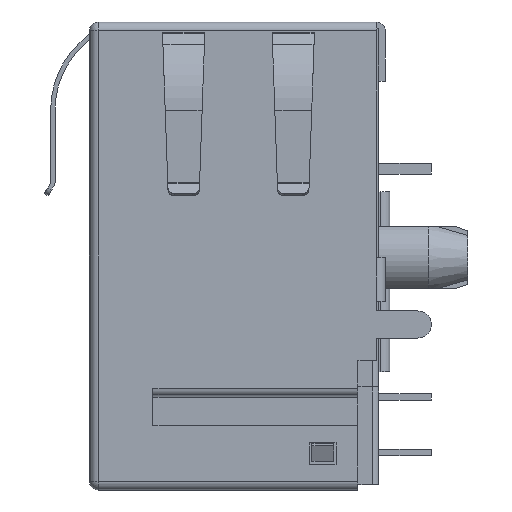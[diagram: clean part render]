
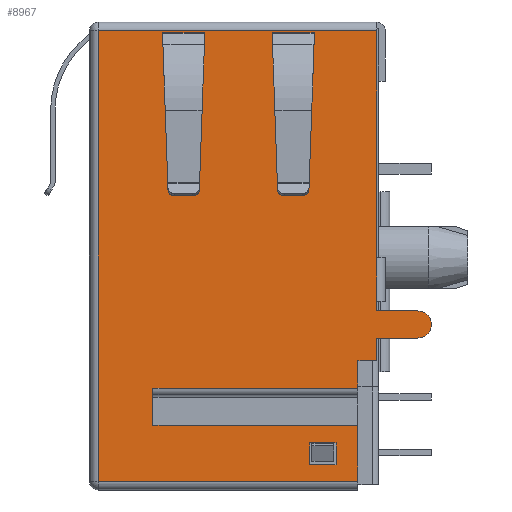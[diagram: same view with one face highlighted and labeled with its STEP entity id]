
A CAD part, left-side view. The second image highlights one B-rep face of the part: STEP entity #8967.
In plain terms, the highlighted planar face has unit normal (-1, 0, 0).
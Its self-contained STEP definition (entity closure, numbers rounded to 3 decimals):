
#1049=DIRECTION('',(0.,0.,1.));
#1050=VECTOR('',#1049,1.03);
#1051=CARTESIAN_POINT('',(-7.95,-6.35,-15.405));
#1052=LINE('',#1051,#1050);
#1065=DIRECTION('',(0.,0.,1.));
#1066=VECTOR('',#1065,0.43);
#1067=CARTESIAN_POINT('',(-7.95,-6.35,-13.135));
#1068=LINE('',#1067,#1066);
#1081=DIRECTION('',(0.,0.,1.));
#1082=VECTOR('',#1081,10.35);
#1083=CARTESIAN_POINT('',(-7.95,-6.35,-10.705));
#1084=LINE('',#1083,#1082);
#1134=DIRECTION('',(0.,1.,0.));
#1135=VECTOR('',#1134,1.915);
#1136=CARTESIAN_POINT('',(-7.95,1.5,-0.442));
#1137=LINE('',#1136,#1135);
#1138=DIRECTION('',(0.,0.035,0.999));
#1139=VECTOR('',#1138,0.296);
#1140=CARTESIAN_POINT('',(-7.95,3.405,-0.738));
#1141=LINE('',#1140,#1139);
#1142=DIRECTION('',(0.,-1.,0.));
#1143=VECTOR('',#1142,1.905);
#1144=CARTESIAN_POINT('',(-7.95,3.405,-0.738));
#1145=LINE('',#1144,#1143);
#1146=DIRECTION('',(0.,0.,1.));
#1147=VECTOR('',#1146,0.296);
#1148=CARTESIAN_POINT('',(-7.95,1.5,-0.738));
#1149=LINE('',#1148,#1147);
#1150=DIRECTION('',(0.,1.,0.));
#1151=VECTOR('',#1150,1.915);
#1152=CARTESIAN_POINT('',(-7.95,-3.5,-0.442));
#1153=LINE('',#1152,#1151);
#1154=DIRECTION('',(0.,0.035,0.999));
#1155=VECTOR('',#1154,0.296);
#1156=CARTESIAN_POINT('',(-7.95,-1.595,-0.738));
#1157=LINE('',#1156,#1155);
#1158=DIRECTION('',(0.,1.,0.));
#1159=VECTOR('',#1158,1.905);
#1160=CARTESIAN_POINT('',(-7.95,-3.5,-0.738));
#1161=LINE('',#1160,#1159);
#1162=DIRECTION('',(0.,0.,1.));
#1163=VECTOR('',#1162,0.296);
#1164=CARTESIAN_POINT('',(-7.95,-3.5,-0.738));
#1165=LINE('',#1164,#1163);
#1166=DIRECTION('',(0.,-1.,0.));
#1167=VECTOR('',#1166,1.2);
#1168=CARTESIAN_POINT('',(-7.95,-3.3,-19.155));
#1169=LINE('',#1168,#1167);
#1170=DIRECTION('',(0.,0.,1.));
#1171=VECTOR('',#1170,1.);
#1172=CARTESIAN_POINT('',(-7.95,-3.3,-20.155));
#1173=LINE('',#1172,#1171);
#1174=DIRECTION('',(0.,1.,0.));
#1175=VECTOR('',#1174,1.2);
#1176=CARTESIAN_POINT('',(-7.95,-4.5,-20.155));
#1177=LINE('',#1176,#1175);
#1178=DIRECTION('',(0.,0.,-1.));
#1179=VECTOR('',#1178,1.);
#1180=CARTESIAN_POINT('',(-7.95,-4.5,-19.155));
#1181=LINE('',#1180,#1179);
#1182=DIRECTION('',(0.,-1.,0.));
#1183=VECTOR('',#1182,11.85);
#1184=CARTESIAN_POINT('',(-7.95,6.35,-20.905));
#1185=LINE('',#1184,#1183);
#1186=DIRECTION('',(0.,0.,-1.));
#1187=VECTOR('',#1186,20.55);
#1188=CARTESIAN_POINT('',(-7.95,6.35,-0.355));
#1189=LINE('',#1188,#1187);
#1190=DIRECTION('',(0.,1.,0.));
#1191=VECTOR('',#1190,12.7);
#1192=CARTESIAN_POINT('',(-7.95,-6.35,-0.355));
#1193=LINE('',#1192,#1191);
#1194=DIRECTION('',(0.,0.,1.));
#1195=VECTOR('',#1194,2.);
#1196=CARTESIAN_POINT('',(-7.95,-6.35,-12.705));
#1197=LINE('',#1196,#1195);
#1198=DIRECTION('',(0.,-1.,0.));
#1199=VECTOR('',#1198,1.88);
#1200=CARTESIAN_POINT('',(-7.95,-6.35,-13.135));
#1201=LINE('',#1200,#1199);
#1202=CARTESIAN_POINT('',(-7.95,-8.23,-13.755));
#1203=DIRECTION('',(-1.,0.,0.));
#1204=DIRECTION('',(0.,0.,-1.));
#1205=AXIS2_PLACEMENT_3D('',#1202,#1203,#1204);
#1207=DIRECTION('',(0.,-1.,0.));
#1208=VECTOR('',#1207,0.85);
#1209=CARTESIAN_POINT('',(-7.95,-5.5,-15.405));
#1210=LINE('',#1209,#1208);
#1211=DIRECTION('',(0.,0.,1.));
#1212=VECTOR('',#1211,1.25);
#1213=CARTESIAN_POINT('',(-7.95,-5.5,-16.655));
#1214=LINE('',#1213,#1212);
#1215=DIRECTION('',(0.,-1.,0.));
#1216=VECTOR('',#1215,9.35);
#1217=CARTESIAN_POINT('',(-7.95,3.85,-16.655));
#1218=LINE('',#1217,#1216);
#1219=DIRECTION('',(0.,0.,1.));
#1220=VECTOR('',#1219,1.7);
#1221=CARTESIAN_POINT('',(-7.95,3.85,-18.355));
#1222=LINE('',#1221,#1220);
#1223=DIRECTION('',(0.,-1.,0.));
#1224=VECTOR('',#1223,9.35);
#1225=CARTESIAN_POINT('',(-7.95,3.85,-18.355));
#1226=LINE('',#1225,#1224);
#1227=DIRECTION('',(0.,0.,1.));
#1228=VECTOR('',#1227,2.55);
#1229=CARTESIAN_POINT('',(-7.95,-5.5,-20.905));
#1230=LINE('',#1229,#1228);
#5734=DIRECTION('',(0.,-1.,0.));
#5735=VECTOR('',#5734,1.88);
#5736=CARTESIAN_POINT('',(-7.95,-6.35,-14.375));
#5737=LINE('',#5736,#5735);
#6276=CARTESIAN_POINT('',(-7.95,-3.5,-0.738));
#6277=CARTESIAN_POINT('',(-7.95,-3.5,-0.442));
#6278=VERTEX_POINT('',#6276);
#6279=VERTEX_POINT('',#6277);
#6302=CARTESIAN_POINT('',(-7.95,6.35,-20.905));
#6303=CARTESIAN_POINT('',(-7.95,-5.5,-20.905));
#6304=VERTEX_POINT('',#6302);
#6305=VERTEX_POINT('',#6303);
#6306=CARTESIAN_POINT('',(-7.95,-6.35,-0.355));
#6307=CARTESIAN_POINT('',(-7.95,6.35,-0.355));
#6308=VERTEX_POINT('',#6306);
#6309=VERTEX_POINT('',#6307);
#6572=CARTESIAN_POINT('',(-7.95,-1.595,-0.738));
#6574=VERTEX_POINT('',#6572);
#6588=CARTESIAN_POINT('',(-7.95,-1.585,-0.442));
#6589=VERTEX_POINT('',#6588);
#6590=CARTESIAN_POINT('',(-7.95,3.405,-0.738));
#6591=CARTESIAN_POINT('',(-7.95,3.415,-0.442));
#6592=VERTEX_POINT('',#6590);
#6593=VERTEX_POINT('',#6591);
#6595=CARTESIAN_POINT('',(-7.95,1.5,-0.442));
#6597=VERTEX_POINT('',#6595);
#6602=CARTESIAN_POINT('',(-7.95,1.5,-0.738));
#6603=VERTEX_POINT('',#6602);
#6791=CARTESIAN_POINT('',(-7.95,-6.35,-10.705));
#6793=VERTEX_POINT('',#6791);
#6795=CARTESIAN_POINT('',(-7.95,-6.35,-12.705));
#6797=VERTEX_POINT('',#6795);
#6855=CARTESIAN_POINT('',(-7.95,-6.35,-14.375));
#6857=VERTEX_POINT('',#6855);
#6861=CARTESIAN_POINT('',(-7.95,-6.35,-13.135));
#6862=VERTEX_POINT('',#6861);
#6875=CARTESIAN_POINT('',(-7.95,-8.23,-14.375));
#6876=VERTEX_POINT('',#6875);
#6877=CARTESIAN_POINT('',(-7.95,-8.23,-13.135));
#6878=VERTEX_POINT('',#6877);
#6907=CARTESIAN_POINT('',(-7.95,3.85,-18.355));
#6908=CARTESIAN_POINT('',(-7.95,3.85,-16.655));
#6909=VERTEX_POINT('',#6907);
#6910=VERTEX_POINT('',#6908);
#6919=CARTESIAN_POINT('',(-7.95,-6.35,-15.405));
#6921=VERTEX_POINT('',#6919);
#6923=CARTESIAN_POINT('',(-7.95,-5.5,-15.405));
#6924=VERTEX_POINT('',#6923);
#6945=CARTESIAN_POINT('',(-7.95,-5.5,-16.655));
#6946=VERTEX_POINT('',#6945);
#6959=CARTESIAN_POINT('',(-7.95,-5.5,-18.355));
#6961=VERTEX_POINT('',#6959);
#6999=CARTESIAN_POINT('',(-7.95,-3.3,-19.155));
#7000=VERTEX_POINT('',#6999);
#7001=CARTESIAN_POINT('',(-7.95,-4.5,-19.155));
#7002=VERTEX_POINT('',#7001);
#7003=CARTESIAN_POINT('',(-7.95,-4.5,-20.155));
#7004=VERTEX_POINT('',#7003);
#7005=CARTESIAN_POINT('',(-7.95,-3.3,-20.155));
#7006=VERTEX_POINT('',#7005);
#8902=CARTESIAN_POINT('',(-7.95,-6.35,0.045));
#8903=DIRECTION('',(-1.,0.,0.));
#8904=DIRECTION('',(0.,0.,-1.));
#8905=AXIS2_PLACEMENT_3D('',#8902,#8903,#8904);
#8906=PLANE('',#8905);
#8908=ORIENTED_EDGE('',*,*,#8907,.F.);
#8910=ORIENTED_EDGE('',*,*,#8909,.F.);
#8911=ORIENTED_EDGE('',*,*,#8892,.F.);
#8912=ORIENTED_EDGE('',*,*,#8846,.F.);
#8914=ORIENTED_EDGE('',*,*,#8913,.F.);
#8915=ORIENTED_EDGE('',*,*,#8838,.F.);
#8917=ORIENTED_EDGE('',*,*,#8916,.T.);
#8919=ORIENTED_EDGE('',*,*,#8918,.F.);
#8921=ORIENTED_EDGE('',*,*,#8920,.F.);
#8922=ORIENTED_EDGE('',*,*,#8830,.F.);
#8924=ORIENTED_EDGE('',*,*,#8923,.F.);
#8926=ORIENTED_EDGE('',*,*,#8925,.F.);
#8928=ORIENTED_EDGE('',*,*,#8927,.F.);
#8930=ORIENTED_EDGE('',*,*,#8929,.F.);
#8932=ORIENTED_EDGE('',*,*,#8931,.T.);
#8934=ORIENTED_EDGE('',*,*,#8933,.F.);
#8935=EDGE_LOOP('',(#8908,#8910,#8911,#8912,#8914,#8915,#8917,#8919,#8921,#8922,
#8924,#8926,#8928,#8930,#8932,#8934));
#8936=FACE_OUTER_BOUND('',#8935,.F.);
#8938=ORIENTED_EDGE('',*,*,#8937,.T.);
#8940=ORIENTED_EDGE('',*,*,#8939,.F.);
#8942=ORIENTED_EDGE('',*,*,#8941,.F.);
#8944=ORIENTED_EDGE('',*,*,#8943,.T.);
#8945=EDGE_LOOP('',(#8938,#8940,#8942,#8944));
#8946=FACE_BOUND('',#8945,.F.);
#8948=ORIENTED_EDGE('',*,*,#8947,.F.);
#8950=ORIENTED_EDGE('',*,*,#8949,.F.);
#8952=ORIENTED_EDGE('',*,*,#8951,.F.);
#8954=ORIENTED_EDGE('',*,*,#8953,.F.);
#8955=EDGE_LOOP('',(#8948,#8950,#8952,#8954));
#8956=FACE_BOUND('',#8955,.F.);
#8958=ORIENTED_EDGE('',*,*,#8957,.T.);
#8960=ORIENTED_EDGE('',*,*,#8959,.F.);
#8962=ORIENTED_EDGE('',*,*,#8961,.T.);
#8964=ORIENTED_EDGE('',*,*,#8963,.T.);
#8965=EDGE_LOOP('',(#8958,#8960,#8962,#8964));
#8966=FACE_BOUND('',#8965,.F.);
#1206=CIRCLE('',#1205,0.62);
#8830=EDGE_CURVE('',#6921,#6857,#1052,.T.);
#8838=EDGE_CURVE('',#6862,#6797,#1068,.T.);
#8846=EDGE_CURVE('',#6793,#6308,#1084,.T.);
#8892=EDGE_CURVE('',#6308,#6309,#1193,.T.);
#8907=EDGE_CURVE('',#6304,#6305,#1185,.T.);
#8909=EDGE_CURVE('',#6309,#6304,#1189,.T.);
#8913=EDGE_CURVE('',#6797,#6793,#1197,.T.);
#8916=EDGE_CURVE('',#6862,#6878,#1201,.T.);
#8918=EDGE_CURVE('',#6876,#6878,#1206,.T.);
#8920=EDGE_CURVE('',#6857,#6876,#5737,.T.);
#8923=EDGE_CURVE('',#6924,#6921,#1210,.T.);
#8925=EDGE_CURVE('',#6946,#6924,#1214,.T.);
#8927=EDGE_CURVE('',#6910,#6946,#1218,.T.);
#8929=EDGE_CURVE('',#6909,#6910,#1222,.T.);
#8931=EDGE_CURVE('',#6909,#6961,#1226,.T.);
#8933=EDGE_CURVE('',#6305,#6961,#1230,.T.);
#8937=EDGE_CURVE('',#6279,#6589,#1153,.T.);
#8939=EDGE_CURVE('',#6574,#6589,#1157,.T.);
#8941=EDGE_CURVE('',#6278,#6574,#1161,.T.);
#8943=EDGE_CURVE('',#6278,#6279,#1165,.T.);
#8947=EDGE_CURVE('',#7000,#7002,#1169,.T.);
#8949=EDGE_CURVE('',#7006,#7000,#1173,.T.);
#8951=EDGE_CURVE('',#7004,#7006,#1177,.T.);
#8953=EDGE_CURVE('',#7002,#7004,#1181,.T.);
#8957=EDGE_CURVE('',#6597,#6593,#1137,.T.);
#8959=EDGE_CURVE('',#6592,#6593,#1141,.T.);
#8961=EDGE_CURVE('',#6592,#6603,#1145,.T.);
#8963=EDGE_CURVE('',#6603,#6597,#1149,.T.);
#8967=ADVANCED_FACE('',(#8936,#8946,#8956,#8966),#8906,.T.);
